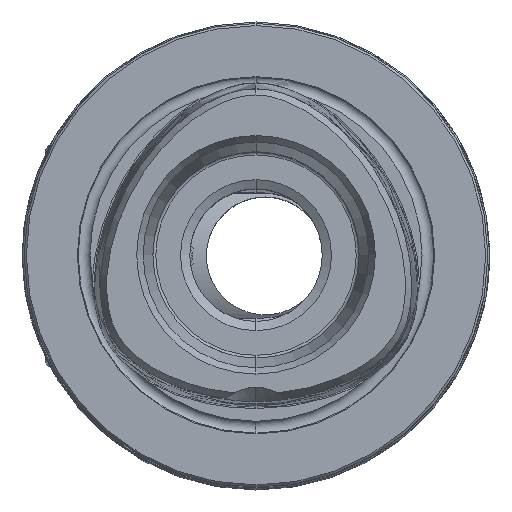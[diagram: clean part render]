
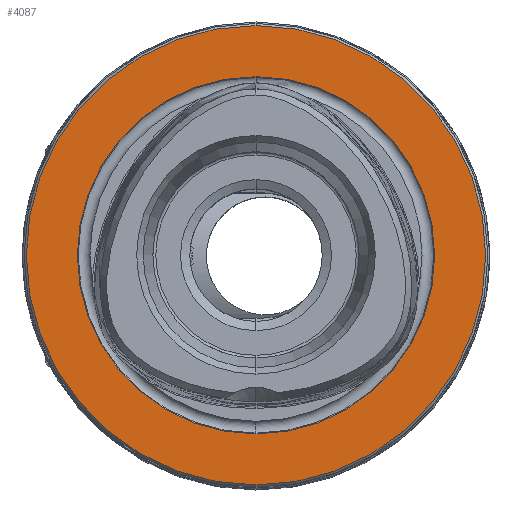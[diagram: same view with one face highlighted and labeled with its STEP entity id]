
A CAD part, top view. The second image highlights one B-rep face of the part: STEP entity #4087.
In plain terms, the highlighted planar face has unit normal (0, 0, 1).
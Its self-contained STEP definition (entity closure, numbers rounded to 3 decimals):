
#2037=EDGE_CURVE('NONE',#3641,#2407,#5339,.T.);
#2407=VERTEX_POINT('NONE',#5752);
#2621=EDGE_CURVE('NONE',#2745,#4497,#5995,.T.);
#2745=VERTEX_POINT('NONE',#6146);
#3403=EDGE_CURVE('NONE',#4497,#2745,#6892,.F.);
#3641=VERTEX_POINT('NONE',#7159);
#3919=EDGE_CURVE('NONE',#2407,#3641,#7464,.T.);
#4087=ADVANCED_FACE('NONE',(#7647,#7648),#7649,.T.);
#4497=VERTEX_POINT('NONE',#8086);
#5339=CIRCLE('',#9683,31.2);
#5752=CARTESIAN_POINT('',(0.,31.2,0.));
#5995=CIRCLE('',#12793,24.264);
#6146=CARTESIAN_POINT('',(0.,24.264,0.));
#6892=CIRCLE('',#14722,24.264);
#7159=CARTESIAN_POINT('',(0.,-31.2,0.));
#7464=CIRCLE('',#17462,31.2);
#7647=FACE_OUTER_BOUND('',#18193,.T.);
#7648=FACE_BOUND('',#18194,.T.);
#7649=PLANE('',#18195);
#8086=CARTESIAN_POINT('',(0.,-24.264,0.));
#9683=AXIS2_PLACEMENT_3D('',#21814,#21815,#21816);
#12793=AXIS2_PLACEMENT_3D('',#22558,#22559,#22560);
#14722=AXIS2_PLACEMENT_3D('',#23729,#23730,#23731);
#17462=AXIS2_PLACEMENT_3D('',#24336,#24337,#24338);
#18193=EDGE_LOOP('',(#24524,#24525));
#18194=EDGE_LOOP('',(#24526,#24527));
#18195=AXIS2_PLACEMENT_3D('',#24528,#24529,#24530);
#21814=CARTESIAN_POINT('',(0.,0.,0.));
#21815=DIRECTION('',(0.,0.,-1.0));
#21816=DIRECTION('',(0.,-1.0,0.));
#22558=CARTESIAN_POINT('',(0.,0.,0.));
#22559=DIRECTION('',(0.,0.,1.0));
#22560=DIRECTION('',(0.,1.0,0.));
#23729=CARTESIAN_POINT('',(0.,0.,0.));
#23730=DIRECTION('',(0.,0.,-1.0));
#23731=DIRECTION('',(0.,1.0,0.));
#24336=CARTESIAN_POINT('',(0.,0.,0.));
#24337=DIRECTION('',(0.,0.,-1.0));
#24338=DIRECTION('',(0.,-1.0,0.));
#24524=ORIENTED_EDGE('',*,*,#2037,.F.);
#24525=ORIENTED_EDGE('',*,*,#3919,.F.);
#24526=ORIENTED_EDGE('',*,*,#2621,.F.);
#24527=ORIENTED_EDGE('',*,*,#3403,.F.);
#24528=CARTESIAN_POINT('',(-33.0,0.,0.));
#24529=DIRECTION('',(0.,0.,1.0));
#24530=DIRECTION('',(0.,-1.0,0.));
